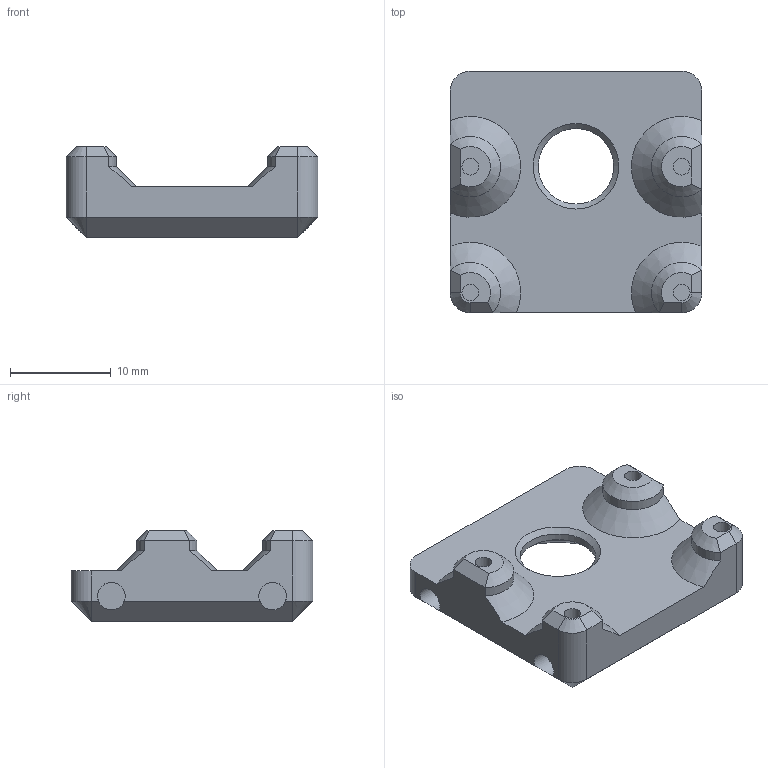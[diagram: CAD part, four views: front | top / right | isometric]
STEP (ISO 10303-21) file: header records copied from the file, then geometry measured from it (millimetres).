
FILE_DESCRIPTION(/* description */ (''),/* implementation_level */ '2;1');
FILE_NAME(/* name */ 'camera_mounting_shroud.step',/* time_stamp */ '2023-04-30T21:19:36+03:00',/* author */ (''),/* organization */ (''),/* preprocessor_version */ 'ST-DEVELOPER v19.2',/* originating_system */ 'Autodesk Translation Framework v12.4.0.73',/* authorisation */ '');
FILE_SCHEMA (('AUTOMOTIVE_DESIGN { 1 0 10303 214 3 1 1 }'));
Length unit declared in the file: millimetre
Products named in the file (1): camera_mounting_shroud
Bounding box: 25 x 24 x 9 mm (x, y, z)
Volume: 2334.3 mm3; surface area: 2085.8 mm2
Topology: 1 solids, 1 shells, 65 faces, 152 edges, 90 vertices
Faces by surface type: plane 30, cylinder 19, cone 16
Full cylindrical faces by diameter (mm): 1.65 x4, 2.75 x4, 7.5 x1, 13.1 x1, 15.3 x1
Entity records: 1856 total; most frequent: CARTESIAN_POINT 346, DIRECTION 322, ORIENTED_EDGE 296, EDGE_CURVE 148, AXIS2_PLACEMENT_3D 125, VERTEX_POINT 90, EDGE_LOOP 72, LINE 72
